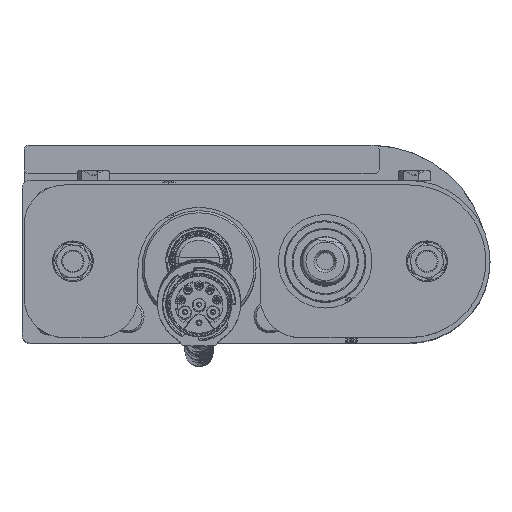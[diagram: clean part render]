
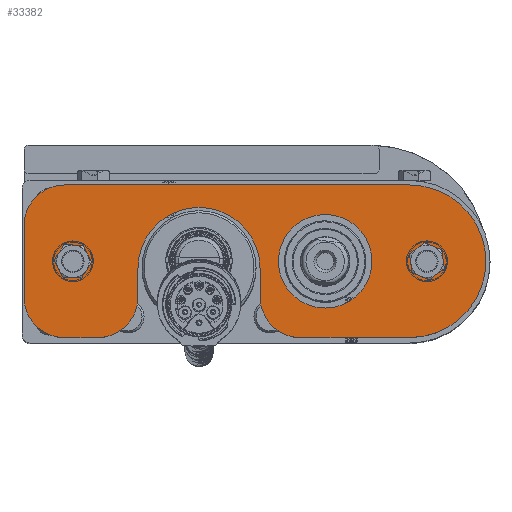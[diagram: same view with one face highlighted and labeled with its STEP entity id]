
A CAD part, top view. The second image highlights one B-rep face of the part: STEP entity #33382.
In plain terms, the highlighted face is planar.
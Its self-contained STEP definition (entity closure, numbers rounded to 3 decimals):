
#86 = VECTOR ( 'NONE', #27539, 1000. ) ;
#2429 = EDGE_LOOP ( 'NONE', ( #29594 ) ) ;
#2644 = DIRECTION ( 'NONE',  ( -1., 0., 0. ) ) ;
#2922 = AXIS2_PLACEMENT_3D ( 'NONE', #10562, #98705, #26661 ) ;
#3525 = CARTESIAN_POINT ( 'NONE',  ( 0., 0., -2.5 ) ) ;
#5058 = FACE_OUTER_BOUND ( 'NONE', #35282, .T. ) ;
#6401 = VERTEX_POINT ( 'NONE', #54174 ) ;
#8264 = ORIENTED_EDGE ( 'NONE', *, *, #20098, .F. ) ;
#9928 = EDGE_CURVE ( 'NONE', #41853, #41853, #92572, .T. ) ;
#10562 = CARTESIAN_POINT ( 'NONE',  ( -43.5, 0., -2.5 ) ) ;
#11863 = EDGE_CURVE ( 'NONE', #75987, #44142, #38152, .T. ) ;
#12196 = ORIENTED_EDGE ( 'NONE', *, *, #31370, .T. ) ;
#14039 = AXIS2_PLACEMENT_3D ( 'NONE', #57422, #26358, #97885 ) ;
#14968 = VERTEX_POINT ( 'NONE', #71571 ) ;
#15938 = ORIENTED_EDGE ( 'NONE', *, *, #9928, .T. ) ;
#16056 = DIRECTION ( 'NONE',  ( 1., 0., 0. ) ) ;
#16784 = LINE ( 'NONE', #95088, #86 ) ;
#16963 = VERTEX_POINT ( 'NONE', #33347 ) ;
#19019 = CARTESIAN_POINT ( 'NONE',  ( 46.25, 0., -2.5 ) ) ;
#20098 = EDGE_CURVE ( 'NONE', #26294, #36791, #99468, .T. ) ;
#21534 = ORIENTED_EDGE ( 'NONE', *, *, #83950, .T. ) ;
#21641 = VECTOR ( 'NONE', #2644, 1000. ) ;
#22413 = CARTESIAN_POINT ( 'NONE',  ( 27.5, -18.75, -2.5 ) ) ;
#22871 = CARTESIAN_POINT ( 'NONE',  ( 37.5, -18.75, -2.5 ) ) ;
#24276 = CIRCLE ( 'NONE', #62301, 18.75 ) ;
#26071 = CIRCLE ( 'NONE', #74005, 10. ) ;
#26294 = VERTEX_POINT ( 'NONE', #56826 ) ;
#26358 = DIRECTION ( 'NONE',  ( 0., 0., -1. ) ) ;
#26661 = DIRECTION ( 'NONE',  ( 1., 0., 0. ) ) ;
#26949 = CIRCLE ( 'NONE', #55045, 11.5 ) ;
#27539 = DIRECTION ( 'NONE',  ( 0., 1., 0. ) ) ;
#28975 = LINE ( 'NONE', #38799, #59234 ) ;
#29294 = EDGE_LOOP ( 'NONE', ( #69583 ) ) ;
#29594 = ORIENTED_EDGE ( 'NONE', *, *, #79008, .T. ) ;
#29937 = ORIENTED_EDGE ( 'NONE', *, *, #95456, .T. ) ;
#30500 = EDGE_CURVE ( 'NONE', #94338, #6401, #30891, .T. ) ;
#30891 = CIRCLE ( 'NONE', #100439, 10. ) ;
#31140 = DIRECTION ( 'NONE',  ( 0., 0., -1. ) ) ;
#31370 = EDGE_CURVE ( 'NONE', #84293, #16963, #26071, .T. ) ;
#31440 = DIRECTION ( 'NONE',  ( 0., 0., -1. ) ) ;
#31699 = ORIENTED_EDGE ( 'NONE', *, *, #37682, .F. ) ;
#32037 = VERTEX_POINT ( 'NONE', #39809 ) ;
#32425 = EDGE_CURVE ( 'NONE', #44142, #71223, #37492, .T. ) ;
#33060 = LINE ( 'NONE', #46125, #34709 ) ;
#33186 = VERTEX_POINT ( 'NONE', #95838 ) ;
#33347 = CARTESIAN_POINT ( 'NONE',  ( 45.5, -18.75, -2.5 ) ) ;
#33382 = ADVANCED_FACE ( 'NONE', ( #43924, #51715, #82242, #5058 ), #36704, .F. ) ;
#34088 = DIRECTION ( 'NONE',  ( 0., 0., -1. ) ) ;
#34709 = VECTOR ( 'NONE', #101140, 1000. ) ;
#35007 = CARTESIAN_POINT ( 'NONE',  ( -18.5, 0., -2.5 ) ) ;
#35282 = EDGE_LOOP ( 'NONE', ( #37659, #97359, #43749, #45282, #41854, #53374, #8264, #29937, #21534, #99650, #91651, #31699, #12196 ) ) ;
#36704 = PLANE ( 'NONE',  #47924 ) ;
#36725 = VERTEX_POINT ( 'NONE', #61612 ) ;
#36791 = VERTEX_POINT ( 'NONE', #51858 ) ;
#37473 = CARTESIAN_POINT ( 'NONE',  ( 12.5, -1.75, -2.5 ) ) ;
#37492 = LINE ( 'NONE', #22413, #99287 ) ;
#37659 = ORIENTED_EDGE ( 'NONE', *, *, #44213, .F. ) ;
#37682 = EDGE_CURVE ( 'NONE', #84293, #6401, #16784, .T. ) ;
#38152 = CIRCLE ( 'NONE', #51379, 10. ) ;
#38799 = CARTESIAN_POINT ( 'NONE',  ( -2.5, -1.75, -2.5 ) ) ;
#38904 = CARTESIAN_POINT ( 'NONE',  ( 45.5, 8.75, -2.5 ) ) ;
#39809 = CARTESIAN_POINT ( 'NONE',  ( -7., 0., -2.5 ) ) ;
#40495 = EDGE_CURVE ( 'NONE', #69800, #69800, #45898, .T. ) ;
#41854 = ORIENTED_EDGE ( 'NONE', *, *, #67640, .T. ) ;
#41853 = VERTEX_POINT ( 'NONE', #19019 ) ;
#41880 = VECTOR ( 'NONE', #52782, 1000. ) ;
#41975 = DIRECTION ( 'NONE',  ( 0., 0., 1. ) ) ;
#42553 = CARTESIAN_POINT ( 'NONE',  ( -58., 18.75, -2.5 ) ) ;
#42561 = CARTESIAN_POINT ( 'NONE',  ( 45.5, -8.75, -2.5 ) ) ;
#43749 = ORIENTED_EDGE ( 'NONE', *, *, #32425, .T. ) ;
#43924 = FACE_BOUND ( 'NONE', #2429, .T. ) ;
#44142 = VERTEX_POINT ( 'NONE', #71517 ) ;
#44213 = EDGE_CURVE ( 'NONE', #75987, #16963, #33060, .T. ) ;
#45282 = ORIENTED_EDGE ( 'NONE', *, *, #70225, .T. ) ;
#45697 = CARTESIAN_POINT ( 'NONE',  ( 55.5, -8.75, -2.5 ) ) ;
#45898 = CIRCLE ( 'NONE', #2922, 2.75 ) ;
#46125 = CARTESIAN_POINT ( 'NONE',  ( -58., -18.75, -2.5 ) ) ;
#47011 = CARTESIAN_POINT ( 'NONE',  ( -40.75, 0., -2.5 ) ) ;
#47924 = AXIS2_PLACEMENT_3D ( 'NONE', #3525, #90056, #52748 ) ;
#48459 = DIRECTION ( 'NONE',  ( 1., 0., 0. ) ) ;
#49281 = LINE ( 'NONE', #42553, #21641 ) ;
#49592 = AXIS2_PLACEMENT_3D ( 'NONE', #37473, #67443, #100723 ) ;
#50394 = DIRECTION ( 'NONE',  ( 0., 0., -1. ) ) ;
#50780 = CARTESIAN_POINT ( 'NONE',  ( 43.5, 0., -2.5 ) ) ;
#51379 = AXIS2_PLACEMENT_3D ( 'NONE', #66599, #34088, #58377 ) ;
#51715 = FACE_BOUND ( 'NONE', #29294, .T. ) ;
#51858 = CARTESIAN_POINT ( 'NONE',  ( -12.5, -18.75, -2.5 ) ) ;
#52748 = DIRECTION ( 'NONE',  ( 1., 0., 0. ) ) ;
#52782 = DIRECTION ( 'NONE',  ( 1., 0., 0. ) ) ;
#52828 = DIRECTION ( 'NONE',  ( 0., -1., 0. ) ) ;
#53374 = ORIENTED_EDGE ( 'NONE', *, *, #85096, .T. ) ;
#54174 = CARTESIAN_POINT ( 'NONE',  ( 55.5, 8.75, -2.5 ) ) ;
#55045 = AXIS2_PLACEMENT_3D ( 'NONE', #35007, #97191, #81031 ) ;
#56826 = CARTESIAN_POINT ( 'NONE',  ( -39.25, -18.75, -2.5 ) ) ;
#57422 = CARTESIAN_POINT ( 'NONE',  ( -12.5, -8.75, -2.5 ) ) ;
#57886 = CIRCLE ( 'NONE', #49592, 15. ) ;
#58377 = DIRECTION ( 'NONE',  ( 1., 0., 0. ) ) ;
#59014 = EDGE_CURVE ( 'NONE', #94338, #14968, #49281, .T. ) ;
#59234 = VECTOR ( 'NONE', #52828, 1000. ) ;
#60954 = EDGE_LOOP ( 'NONE', ( #15938 ) ) ;
#61000 = CARTESIAN_POINT ( 'NONE',  ( -58., -18.75, -2.5 ) ) ;
#61612 = CARTESIAN_POINT ( 'NONE',  ( -58., 0., -2.5 ) ) ;
#62301 = AXIS2_PLACEMENT_3D ( 'NONE', #88225, #50394, #81942 ) ;
#66599 = CARTESIAN_POINT ( 'NONE',  ( 37.5, -8.75, -2.5 ) ) ;
#67398 = VERTEX_POINT ( 'NONE', #72095 ) ;
#67443 = DIRECTION ( 'NONE',  ( 0., 0., 1. ) ) ;
#67640 = EDGE_CURVE ( 'NONE', #33186, #67398, #28975, .T. ) ;
#69583 = ORIENTED_EDGE ( 'NONE', *, *, #40495, .T. ) ;
#69800 = VERTEX_POINT ( 'NONE', #47011 ) ;
#70225 = EDGE_CURVE ( 'NONE', #71223, #33186, #57886, .T. ) ;
#71223 = VERTEX_POINT ( 'NONE', #92229 ) ;
#71517 = CARTESIAN_POINT ( 'NONE',  ( 27.5, -8.75, -2.5 ) ) ;
#71571 = CARTESIAN_POINT ( 'NONE',  ( -39.25, 18.75, -2.5 ) ) ;
#72095 = CARTESIAN_POINT ( 'NONE',  ( -2.5, -8.75, -2.5 ) ) ;
#72552 = DIRECTION ( 'NONE',  ( 0., 0., -1. ) ) ;
#72595 = AXIS2_PLACEMENT_3D ( 'NONE', #50780, #41975, #82327 ) ;
#74005 = AXIS2_PLACEMENT_3D ( 'NONE', #42561, #72552, #74107 ) ;
#74107 = DIRECTION ( 'NONE',  ( 1., 0., 0. ) ) ;
#75987 = VERTEX_POINT ( 'NONE', #22871 ) ;
#76956 = AXIS2_PLACEMENT_3D ( 'NONE', #80573, #31440, #48459 ) ;
#79008 = EDGE_CURVE ( 'NONE', #32037, #32037, #26949, .T. ) ;
#80201 = CARTESIAN_POINT ( 'NONE',  ( 45.5, 18.75, -2.5 ) ) ;
#80573 = CARTESIAN_POINT ( 'NONE',  ( -39.25, 0., -2.5 ) ) ;
#81031 = DIRECTION ( 'NONE',  ( 1., 0., 0. ) ) ;
#81942 = DIRECTION ( 'NONE',  ( 1., 0., 0. ) ) ;
#82242 = FACE_BOUND ( 'NONE', #60954, .T. ) ;
#82327 = DIRECTION ( 'NONE',  ( 1., 0., 0. ) ) ;
#83950 = EDGE_CURVE ( 'NONE', #36725, #14968, #88601, .T. ) ;
#84293 = VERTEX_POINT ( 'NONE', #45697 ) ;
#85096 = EDGE_CURVE ( 'NONE', #67398, #36791, #85171, .T. ) ;
#85171 = CIRCLE ( 'NONE', #14039, 10. ) ;
#86097 = DIRECTION ( 'NONE',  ( 0., 1., 0. ) ) ;
#88225 = CARTESIAN_POINT ( 'NONE',  ( -39.25, 0., -2.5 ) ) ;
#88601 = CIRCLE ( 'NONE', #76956, 18.75 ) ;
#90056 = DIRECTION ( 'NONE',  ( 0., 0., 1. ) ) ;
#91651 = ORIENTED_EDGE ( 'NONE', *, *, #30500, .T. ) ;
#92229 = CARTESIAN_POINT ( 'NONE',  ( 27.5, -1.75, -2.5 ) ) ;
#92572 = CIRCLE ( 'NONE', #72595, 2.75 ) ;
#94338 = VERTEX_POINT ( 'NONE', #80201 ) ;
#95088 = CARTESIAN_POINT ( 'NONE',  ( 55.5, 18.75, -2.5 ) ) ;
#95456 = EDGE_CURVE ( 'NONE', #26294, #36725, #24276, .T. ) ;
#95838 = CARTESIAN_POINT ( 'NONE',  ( -2.5, -1.75, -2.5 ) ) ;
#97191 = DIRECTION ( 'NONE',  ( 0., 0., 1. ) ) ;
#97359 = ORIENTED_EDGE ( 'NONE', *, *, #11863, .T. ) ;
#97885 = DIRECTION ( 'NONE',  ( 1., 0., 0. ) ) ;
#98705 = DIRECTION ( 'NONE',  ( 0., 0., 1. ) ) ;
#99287 = VECTOR ( 'NONE', #86097, 1000. ) ;
#99468 = LINE ( 'NONE', #61000, #41880 ) ;
#99650 = ORIENTED_EDGE ( 'NONE', *, *, #59014, .F. ) ;
#100439 = AXIS2_PLACEMENT_3D ( 'NONE', #38904, #31140, #16056 ) ;
#100723 = DIRECTION ( 'NONE',  ( 1., 0., 0. ) ) ;
#101140 = DIRECTION ( 'NONE',  ( 1., 0., 0. ) ) ;
